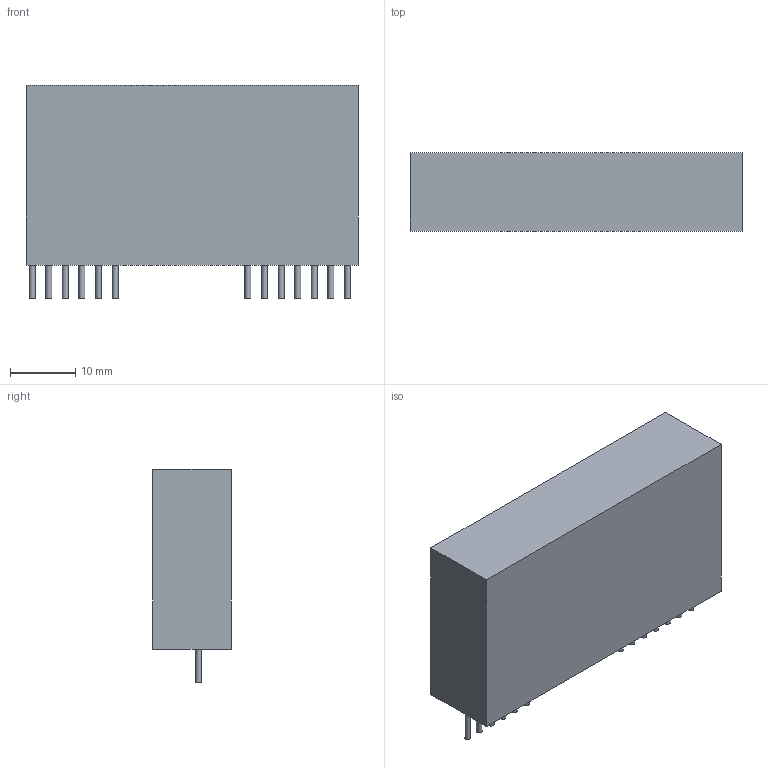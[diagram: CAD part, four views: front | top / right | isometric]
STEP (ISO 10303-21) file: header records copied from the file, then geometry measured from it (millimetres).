
FILE_DESCRIPTION(('FreeCAD Model'),'2;1');
FILE_NAME('1956303.1.1.stp','2020-04-10T19:36:52',( 'Author'),(''),'Open CASCADE STEP processor 6.9','FreeCAD','Unknown' );
FILE_SCHEMA(('AUTOMOTIVE_DESIGN { 1 0 10303 214 1 1 1 1 }'));
Length unit declared in the file: millimetre
Products named in the file (3): ASSEMBLY; Body; Leads
Assembly tree (14 placements, depth 2):
  ASSEMBLY
    Body
    Leads  x13
Bounding box: 50.8 x 12 x 32.6 mm (x, y, z)
Volume: 17324.6 mm3; surface area: 7357.1 mm2
Topology: 170 solids, 170 shells, 513 faces, 519 edges, 346 vertices
Faces by surface type: plane 344, cylinder 169
Full cylindrical faces by diameter (mm): 0.91 x169
Entity records: 1780 total; most frequent: DIRECTION 299, CARTESIAN_POINT 247, ORIENTED_EDGE 102, PCURVE 102, DEFINITIONAL_REPRESENTATION 102, LINE 101, VECTOR 101, AXIS2_PLACEMENT_3D 86
